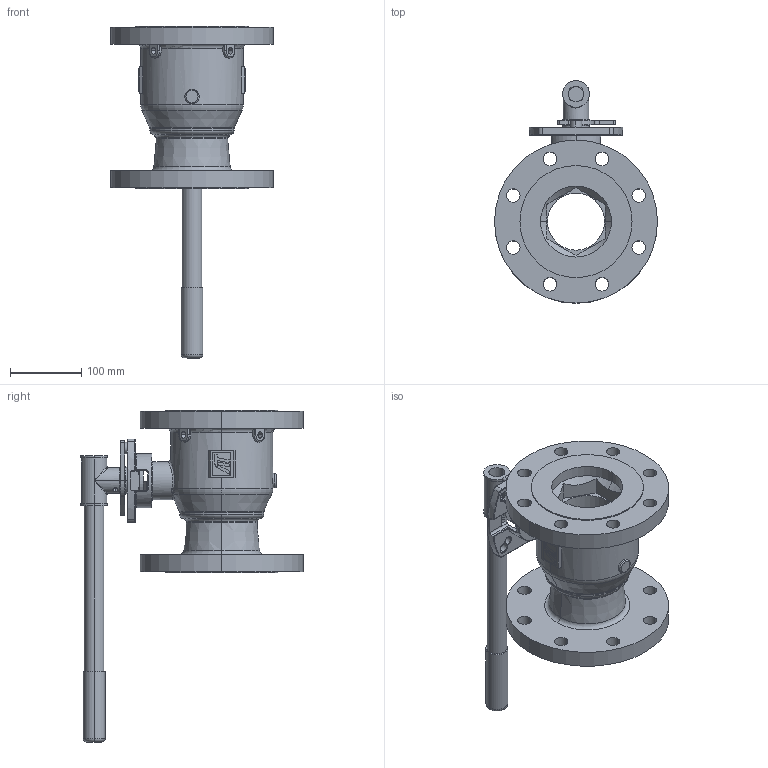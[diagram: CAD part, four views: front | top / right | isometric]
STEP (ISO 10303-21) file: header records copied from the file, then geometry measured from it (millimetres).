
FILE_DESCRIPTION (( 'STEP AP214' ), '1' );
FILE_NAME ('F91-F1-0400-XXX.step', '2019-09-20T11:02:57', ( '' ), ( '' ), 'SwSTEP 2.0', 'SolidWorks 2019', '' );
FILE_SCHEMA (( 'AUTOMOTIVE_DESIGN' ));
Length unit declared in the file: inch
Products named in the file (2): F91-F1-0400-XXX
Bounding box: 228.6 x 312.09 x 465.77 mm (x, y, z)
Surface area: 441574.2 mm2 (no closed solid volume)
Topology: 0 solids, 8 shells, 390 faces, 1079 edges, 678 vertices
Faces by surface type: cylinder 162, plane 128, torus 68, cone 18, bspline 14
Entity records: 20338 total; most frequent: CARTESIAN_POINT 5199, DIRECTION 2187, ORIENTED_EDGE 1986, EDGE_CURVE 1073, AXIS2_PLACEMENT_3D 856, VERTEX_POINT 678, CIRCLE 478, LINE 475
